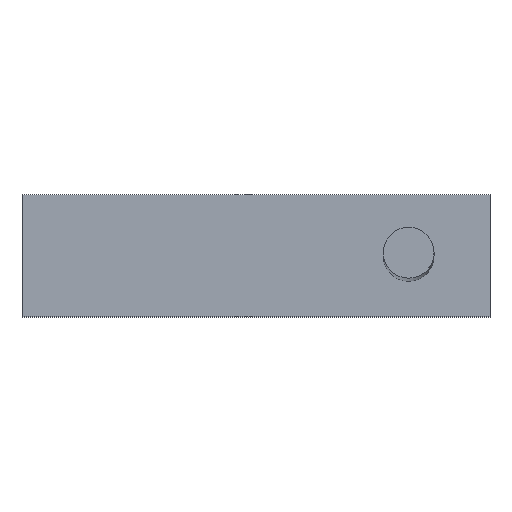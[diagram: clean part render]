
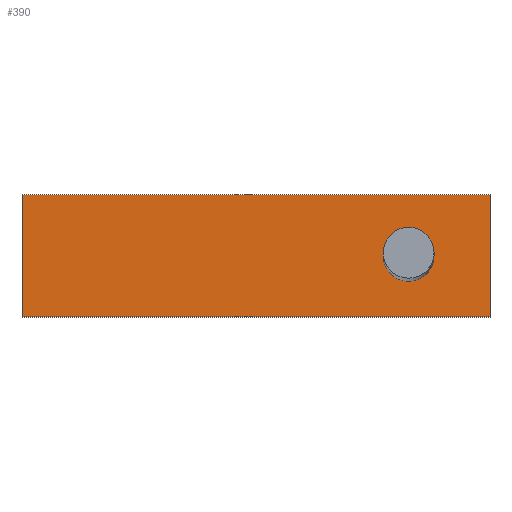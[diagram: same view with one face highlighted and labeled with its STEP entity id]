
A CAD part, top view. The second image highlights one B-rep face of the part: STEP entity #390.
In plain terms, the highlighted planar face has unit normal (0, 0, 1).
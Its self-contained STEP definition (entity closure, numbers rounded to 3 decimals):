
#20 = PLANE ( 'NONE',  #306 ) ;
#58 = EDGE_CURVE ( 'NONE', #100, #774, #166, .T. ) ;
#90 = VERTEX_POINT ( 'NONE', #605 ) ;
#100 = VERTEX_POINT ( 'NONE', #429 ) ;
#162 = VECTOR ( 'NONE', #684, 1000. ) ;
#166 = LINE ( 'NONE', #756, #162 ) ;
#245 = CIRCLE ( 'NONE', #550, 6.25 ) ;
#257 = EDGE_CURVE ( 'NONE', #506, #90, #672, .T. ) ;
#265 = EDGE_CURVE ( 'NONE', #829, #677, #315, .T. ) ;
#306 = AXIS2_PLACEMENT_3D ( 'NONE', #796, #820, #819 ) ;
#315 = LINE ( 'NONE', #395, #655 ) ;
#336 = LINE ( 'NONE', #852, #417 ) ;
#352 = DIRECTION ( 'NONE',  ( 0., -1., 0. ) ) ;
#361 = FACE_OUTER_BOUND ( 'NONE', #633, .T. ) ;
#367 = DIRECTION ( 'NONE',  ( -1., 0., 0. ) ) ;
#368 = DIRECTION ( 'NONE',  ( 0., 0., -1. ) ) ;
#369 = FACE_BOUND ( 'NONE', #769, .T. ) ;
#378 = CARTESIAN_POINT ( 'NONE',  ( 37.505, 0., 27.5 ) ) ;
#390 = ADVANCED_FACE ( 'NONE', ( #369, #361 ), #20, .F. ) ;
#395 = CARTESIAN_POINT ( 'NONE',  ( -57.5, 15., 27.5 ) ) ;
#417 = VECTOR ( 'NONE', #837, 1000. ) ;
#429 = CARTESIAN_POINT ( 'NONE',  ( 57.5, 15., 27.5 ) ) ;
#449 = LINE ( 'NONE', #836, #640 ) ;
#452 = EDGE_CURVE ( 'NONE', #829, #100, #336, .T. ) ;
#460 = EDGE_CURVE ( 'NONE', #677, #774, #449, .T. ) ;
#483 = EDGE_CURVE ( 'NONE', #90, #506, #245, .T. ) ;
#484 = ORIENTED_EDGE ( 'NONE', *, *, #257, .T. ) ;
#485 = ORIENTED_EDGE ( 'NONE', *, *, #483, .T. ) ;
#487 = ORIENTED_EDGE ( 'NONE', *, *, #460, .T. ) ;
#490 = ORIENTED_EDGE ( 'NONE', *, *, #58, .F. ) ;
#496 = ORIENTED_EDGE ( 'NONE', *, *, #452, .F. ) ;
#497 = ORIENTED_EDGE ( 'NONE', *, *, #265, .T. ) ;
#506 = VERTEX_POINT ( 'NONE', #827 ) ;
#550 = AXIS2_PLACEMENT_3D ( 'NONE', #814, #812, #811 ) ;
#605 = CARTESIAN_POINT ( 'NONE',  ( 43.755, 0., 27.5 ) ) ;
#633 = EDGE_LOOP ( 'NONE', ( #487, #490, #496, #497 ) ) ;
#640 = VECTOR ( 'NONE', #846, 1000. ) ;
#655 = VECTOR ( 'NONE', #352, 1000. ) ;
#672 = CIRCLE ( 'NONE', #715, 6.25 ) ;
#677 = VERTEX_POINT ( 'NONE', #762 ) ;
#684 = DIRECTION ( 'NONE',  ( 0., -1., 0. ) ) ;
#715 = AXIS2_PLACEMENT_3D ( 'NONE', #378, #368, #367 ) ;
#728 = CARTESIAN_POINT ( 'NONE',  ( -57.5, 15., 27.5 ) ) ;
#732 = CARTESIAN_POINT ( 'NONE',  ( 57.5, -15., 27.5 ) ) ;
#756 = CARTESIAN_POINT ( 'NONE',  ( 57.5, 15., 27.5 ) ) ;
#762 = CARTESIAN_POINT ( 'NONE',  ( -57.5, -15., 27.5 ) ) ;
#769 = EDGE_LOOP ( 'NONE', ( #484, #485 ) ) ;
#774 = VERTEX_POINT ( 'NONE', #732 ) ;
#796 = CARTESIAN_POINT ( 'NONE',  ( -57.5, 15., 27.5 ) ) ;
#811 = DIRECTION ( 'NONE',  ( -1., 0., 0. ) ) ;
#812 = DIRECTION ( 'NONE',  ( 0., 0., -1. ) ) ;
#814 = CARTESIAN_POINT ( 'NONE',  ( 37.505, 0., 27.5 ) ) ;
#819 = DIRECTION ( 'NONE',  ( -1., 0., 0. ) ) ;
#820 = DIRECTION ( 'NONE',  ( 0., 0., -1. ) ) ;
#827 = CARTESIAN_POINT ( 'NONE',  ( 31.255, 0., 27.5 ) ) ;
#829 = VERTEX_POINT ( 'NONE', #728 ) ;
#836 = CARTESIAN_POINT ( 'NONE',  ( -57.5, -15., 27.5 ) ) ;
#837 = DIRECTION ( 'NONE',  ( 1., 0., 0. ) ) ;
#846 = DIRECTION ( 'NONE',  ( 1., 0., 0. ) ) ;
#852 = CARTESIAN_POINT ( 'NONE',  ( -57.5, 15., 27.5 ) ) ;
